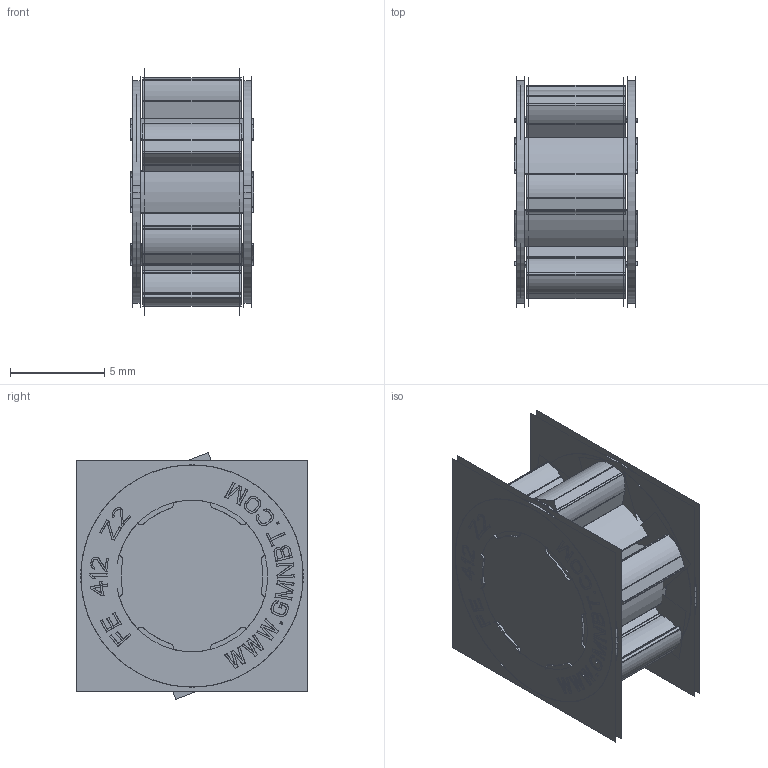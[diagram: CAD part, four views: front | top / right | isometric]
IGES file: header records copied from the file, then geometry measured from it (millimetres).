
Start section:  PTC IGES file: fe412z2.igs
Global section: file name: fe412z2.igs; native system: Creo Parametric by Parametric Technology Corporation; preprocessor: 2013150; author: sales 4; organization: Unknown; date: 20140324.141311; units: millimetre
Bounding box: 6.55 x 12.27 x 13.1 mm (x, y, z)
Volume: 263.8 mm3; surface area: 7189.7 mm2
Topology: 7 solids, 7 shells, 1134 faces, 5702 edges, 7004 vertices
Faces by surface type: bspline 886, revolution 248
